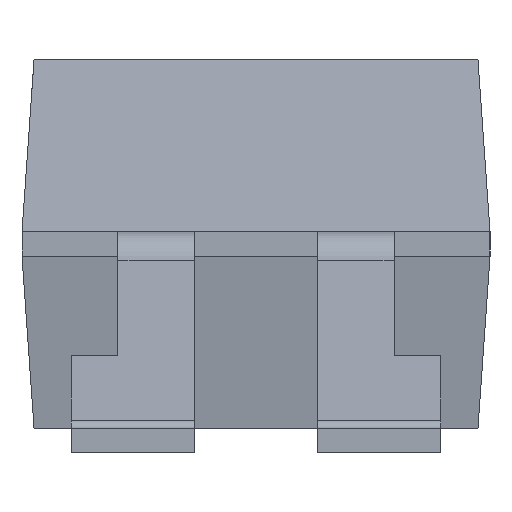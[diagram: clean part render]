
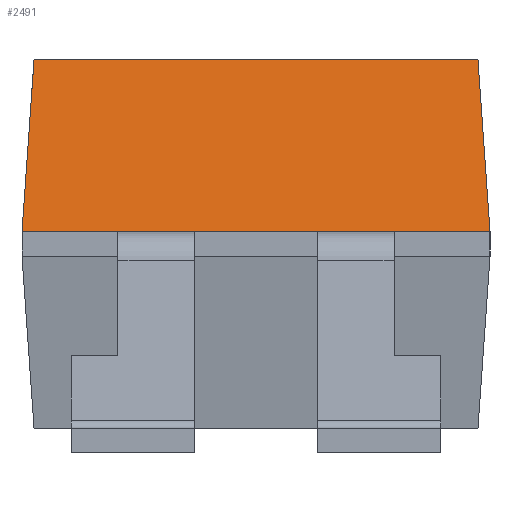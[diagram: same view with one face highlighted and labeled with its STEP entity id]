
A CAD part, left-side view. The second image highlights one B-rep face of the part: STEP entity #2491.
In plain terms, the highlighted planar face has unit normal (-0.985, 0, 0.174).
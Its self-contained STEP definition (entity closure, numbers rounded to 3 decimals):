
#2281=CARTESIAN_POINT('',(-3.405,2.415,2.279));
#2282=VERTEX_POINT('',#2281);
#2289=CARTESIAN_POINT('',(-3.091,2.291,4.059));
#2290=VERTEX_POINT('',#2289);
#2291=CARTESIAN_POINT('',(-3.091,2.291,4.059));
#2292=DIRECTION('',(-0.173,0.069,-0.982));
#2293=VECTOR('',#2292,1.812);
#2294=LINE('',#2291,#2293);
#2295=EDGE_CURVE('',#2290,#2282,#2294,.T.);
#2391=CARTESIAN_POINT('',(-3.405,-2.415,2.279));
#2392=VERTEX_POINT('',#2391);
#2393=CARTESIAN_POINT('',(-3.091,-2.291,4.059));
#2394=VERTEX_POINT('',#2393);
#2395=CARTESIAN_POINT('',(-3.405,-2.415,2.279));
#2396=DIRECTION('',(0.173,0.069,0.982));
#2397=VECTOR('',#2396,1.812);
#2398=LINE('',#2395,#2397);
#2399=EDGE_CURVE('',#2392,#2394,#2398,.T.);
#2470=CARTESIAN_POINT('',(-3.091,-2.415,4.059));
#2471=DIRECTION('',(-0.985,0.,0.174));
#2472=DIRECTION('',(0.174,0.,0.985));
#2473=AXIS2_PLACEMENT_3D('',#2470,#2471,#2472);
#2474=PLANE('',#2473);
#2475=ORIENTED_EDGE('',*,*,#2295,.T.);
#2476=CARTESIAN_POINT('',(-3.405,-2.415,2.279));
#2477=DIRECTION('',(0.0,1.0,0.0));
#2478=VECTOR('',#2477,4.83);
#2479=LINE('',#2476,#2478);
#2480=EDGE_CURVE('',#2392,#2282,#2479,.T.);
#2481=ORIENTED_EDGE('',*,*,#2480,.F.);
#2482=ORIENTED_EDGE('',*,*,#2399,.T.);
#2483=CARTESIAN_POINT('',(-3.091,-2.291,4.059));
#2484=DIRECTION('',(0.0,1.0,0.0));
#2485=VECTOR('',#2484,4.581);
#2486=LINE('',#2483,#2485);
#2487=EDGE_CURVE('',#2394,#2290,#2486,.T.);
#2488=ORIENTED_EDGE('',*,*,#2487,.T.);
#2489=EDGE_LOOP('',(#2475,#2481,#2482,#2488));
#2490=FACE_OUTER_BOUND('',#2489,.T.);
#2491=ADVANCED_FACE('',(#2490),#2474,.T.);
